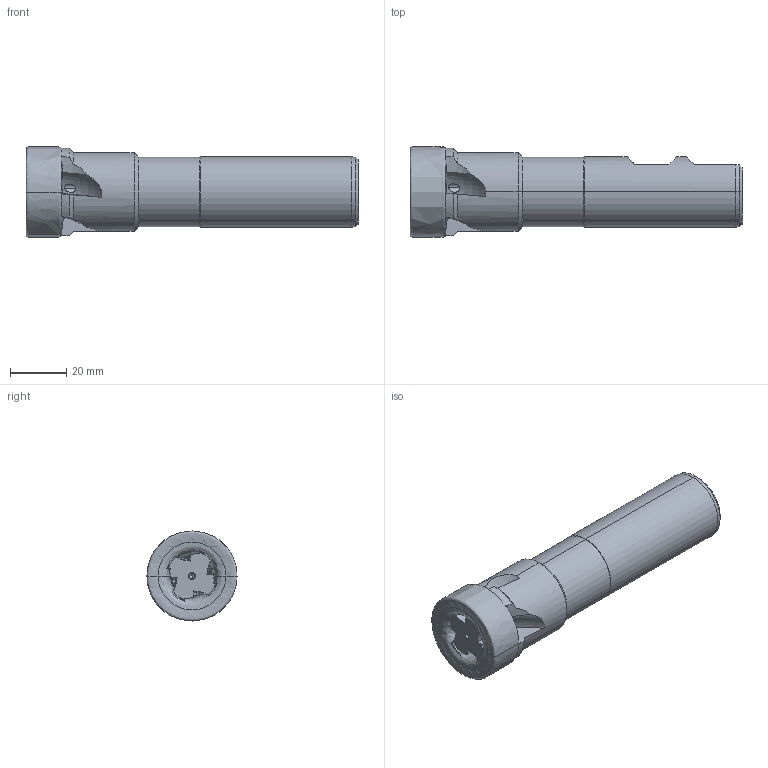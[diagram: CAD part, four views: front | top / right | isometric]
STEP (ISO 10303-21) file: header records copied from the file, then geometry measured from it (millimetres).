
FILE_DESCRIPTION (( 'STEP AP214' ), '1' );
FILE_NAME ('90PP-32-77-4-L.STEP', '2012-11-09T09:10:43', ( '' ), ( '' ), 'SwSTEP 2.0', 'SolidWorks 2012', '' );
FILE_SCHEMA (( 'AUTOMOTIVE_DESIGN' ));
Length unit declared in the file: millimetre
Products named in the file (1): 90PP-32-77-4-L
Bounding box: 118 x 32 x 32 mm (x, y, z)
Volume: 57700 mm3; surface area: 14808.2 mm2
Topology: 1 solids, 1 shells, 125 faces, 376 edges, 240 vertices
Faces by surface type: plane 44, cylinder 41, cone 32, bspline 4, torus 4
Entity records: 5702 total; most frequent: CARTESIAN_POINT 2542, ORIENTED_EDGE 744, DIRECTION 540, EDGE_CURVE 372, VERTEX_POINT 240, AXIS2_PLACEMENT_3D 210, B_SPLINE_CURVE_WITH_KNOTS 134, EDGE_LOOP 132
